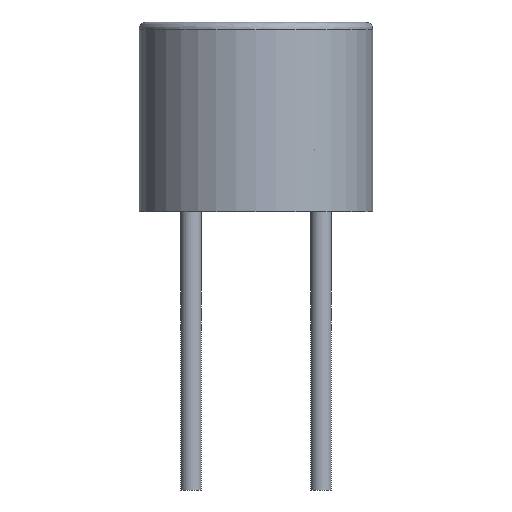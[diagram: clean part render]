
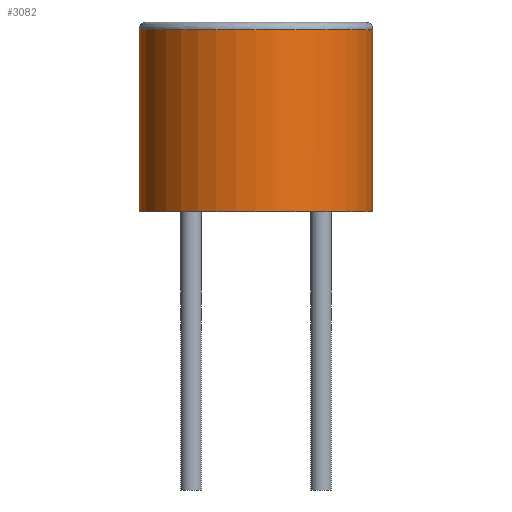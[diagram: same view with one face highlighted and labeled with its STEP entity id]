
A CAD part, front view. The second image highlights one B-rep face of the part: STEP entity #3082.
In plain terms, the highlighted cylindrical face has radius 4.5 mm (diameter 9 mm), a partial arc.
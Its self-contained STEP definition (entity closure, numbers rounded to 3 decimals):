
#41 = CARTESIAN_POINT ( 'NONE',  ( 0., 0., -7.3 ) ) ;
#168 = CARTESIAN_POINT ( 'NONE',  ( 4.5, 0., 0. ) ) ;
#235 = CARTESIAN_POINT ( 'NONE',  ( -4.5, 0., -0.3 ) ) ;
#347 = DIRECTION ( 'NONE',  ( -1., 0., 0. ) ) ;
#358 = CARTESIAN_POINT ( 'NONE',  ( 4.5, 0., -7.3 ) ) ;
#460 = EDGE_CURVE ( 'NONE', #3781, #2690, #2775, .T. ) ;
#461 = LINE ( 'NONE', #773, #1993 ) ;
#547 = CARTESIAN_POINT ( 'NONE',  ( 0., 0., -0.3 ) ) ;
#572 = CARTESIAN_POINT ( 'NONE',  ( 0., 0., 0. ) ) ;
#589 = DIRECTION ( 'NONE',  ( -1., 0., 0. ) ) ;
#773 = CARTESIAN_POINT ( 'NONE',  ( -4.5, 0., 0. ) ) ;
#858 = DIRECTION ( 'NONE',  ( -1., 0., 0. ) ) ;
#942 = CARTESIAN_POINT ( 'NONE',  ( 4.5, 0., -0.3 ) ) ;
#1087 = AXIS2_PLACEMENT_3D ( 'NONE', #572, #3323, #589 ) ;
#1227 = ORIENTED_EDGE ( 'NONE', *, *, #2000, .T. ) ;
#1427 = EDGE_LOOP ( 'NONE', ( #1560, #1227, #3650, #1660 ) ) ;
#1497 = CIRCLE ( 'NONE', #2461, 4.5 ) ;
#1560 = ORIENTED_EDGE ( 'NONE', *, *, #460, .F. ) ;
#1660 = ORIENTED_EDGE ( 'NONE', *, *, #2670, .T. ) ;
#1872 = CARTESIAN_POINT ( 'NONE',  ( -4.5, 0., -7.3 ) ) ;
#1993 = VECTOR ( 'NONE', #2590, 1000. ) ;
#2000 = EDGE_CURVE ( 'NONE', #3781, #3722, #1497, .T. ) ;
#2169 = DIRECTION ( 'NONE',  ( 0., 0., 1. ) ) ;
#2255 = EDGE_CURVE ( 'NONE', #3722, #2676, #461, .T. ) ;
#2461 = AXIS2_PLACEMENT_3D ( 'NONE', #547, #2679, #858 ) ;
#2590 = DIRECTION ( 'NONE',  ( 0., 0., -1. ) ) ;
#2667 = VECTOR ( 'NONE', #2916, 1000. ) ;
#2670 = EDGE_CURVE ( 'NONE', #2676, #2690, #3282, .T. ) ;
#2676 = VERTEX_POINT ( 'NONE', #1872 ) ;
#2679 = DIRECTION ( 'NONE',  ( 0., 0., -1. ) ) ;
#2690 = VERTEX_POINT ( 'NONE', #358 ) ;
#2774 = CYLINDRICAL_SURFACE ( 'NONE', #1087, 4.5 ) ;
#2775 = LINE ( 'NONE', #168, #2667 ) ;
#2852 = AXIS2_PLACEMENT_3D ( 'NONE', #41, #2169, #347 ) ;
#2916 = DIRECTION ( 'NONE',  ( 0., 0., -1. ) ) ;
#3082 = ADVANCED_FACE ( 'NONE', ( #3152 ), #2774, .T. ) ;
#3152 = FACE_OUTER_BOUND ( 'NONE', #1427, .T. ) ;
#3282 = CIRCLE ( 'NONE', #2852, 4.5 ) ;
#3323 = DIRECTION ( 'NONE',  ( 0., 0., -1. ) ) ;
#3650 = ORIENTED_EDGE ( 'NONE', *, *, #2255, .T. ) ;
#3722 = VERTEX_POINT ( 'NONE', #235 ) ;
#3781 = VERTEX_POINT ( 'NONE', #942 ) ;
